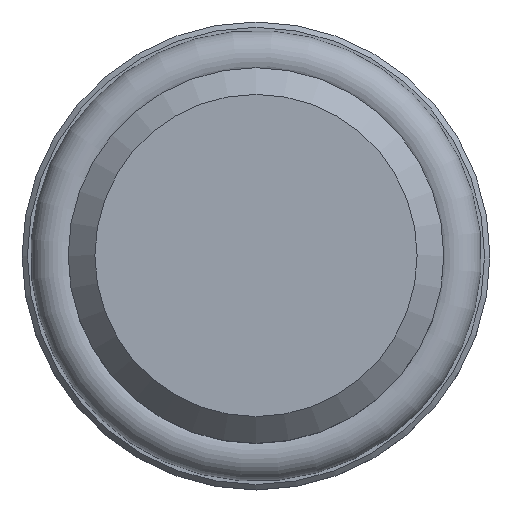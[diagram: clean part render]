
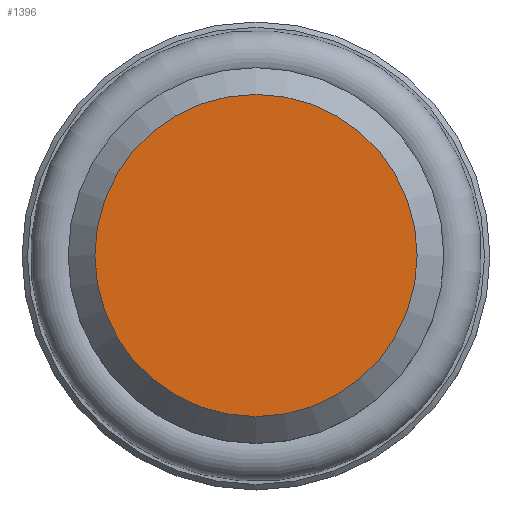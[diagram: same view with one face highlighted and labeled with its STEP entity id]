
A CAD part, top view. The second image highlights one B-rep face of the part: STEP entity #1396.
In plain terms, the highlighted planar face has unit normal (0, 0, 1).
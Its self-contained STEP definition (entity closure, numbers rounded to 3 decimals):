
#1353=CARTESIAN_POINT('',(6.025,0.,12.4));
#1354=VERTEX_POINT('',#1353);
#1355=CARTESIAN_POINT('',(0.0,0.0,12.4));
#1356=DIRECTION('',(0.0,0.0,-1.0));
#1357=DIRECTION('',(-1.0,0.0,0.0));
#1358=AXIS2_PLACEMENT_3D('',#1355,#1356,#1357);
#1359=CIRCLE('',#1358,6.025);
#1360=EDGE_CURVE('',#1354,#1354,#1359,.T.);
#1388=CARTESIAN_POINT('',(0.0,0.0,12.4));
#1389=DIRECTION('',(0.0,0.0,-1.0));
#1390=DIRECTION('',(-1.0,0.0,0.0));
#1391=AXIS2_PLACEMENT_3D('',#1388,#1389,#1390);
#1392=PLANE('',#1391);
#1393=ORIENTED_EDGE('',*,*,#1360,.F.);
#1394=EDGE_LOOP('',(#1393));
#1395=FACE_OUTER_BOUND('',#1394,.T.);
#1396=ADVANCED_FACE('',(#1395),#1392,.F.);
